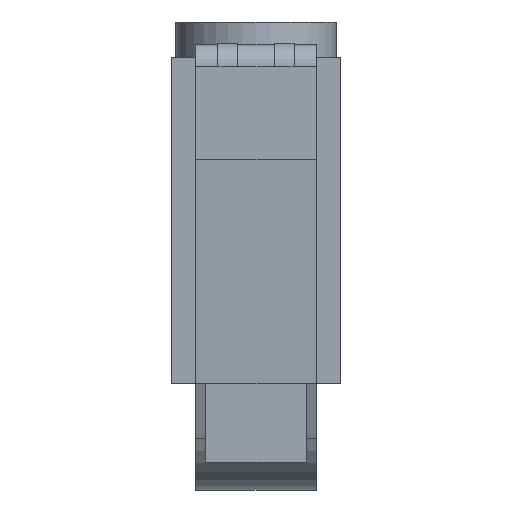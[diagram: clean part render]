
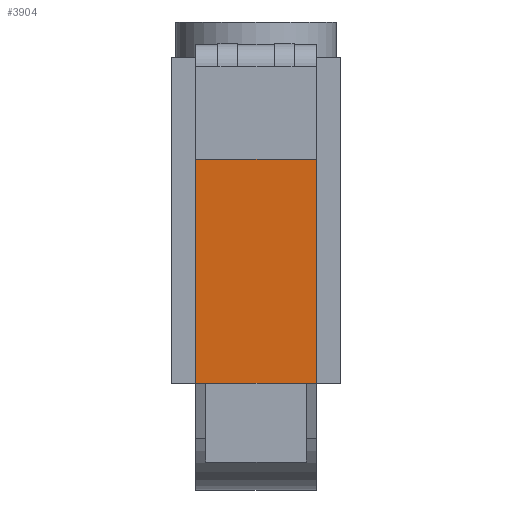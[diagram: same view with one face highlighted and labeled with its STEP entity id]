
A CAD part, left-side view. The second image highlights one B-rep face of the part: STEP entity #3904.
In plain terms, the highlighted planar face has unit normal (-0.998, 0, -0.06).
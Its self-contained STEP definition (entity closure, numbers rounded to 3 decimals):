
#842=CARTESIAN_POINT('',(-131.7,-6.75,0.7));
#843=VERTEX_POINT('',#842);
#850=CARTESIAN_POINT('',(-131.7,-5.6,0.7));
#851=VERTEX_POINT('',#850);
#852=CARTESIAN_POINT('',(-131.7,-6.75,0.7));
#853=DIRECTION('',(0.0,1.0,0.0));
#854=VECTOR('',#853,1.15);
#855=LINE('',#852,#854);
#856=EDGE_CURVE('',#843,#851,#855,.T.);
#874=CARTESIAN_POINT('',(-131.7,5.6,0.7));
#875=VERTEX_POINT('',#874);
#882=CARTESIAN_POINT('',(-131.7,6.75,0.7));
#883=VERTEX_POINT('',#882);
#884=CARTESIAN_POINT('',(-131.7,5.6,0.7));
#885=DIRECTION('',(0.0,1.0,0.0));
#886=VECTOR('',#885,1.15);
#887=LINE('',#884,#886);
#888=EDGE_CURVE('',#875,#883,#887,.T.);
#3492=CARTESIAN_POINT('',(-131.7,-5.6,0.7));
#3493=DIRECTION('',(0.0,1.0,0.0));
#3494=VECTOR('',#3493,11.2);
#3495=LINE('',#3492,#3494);
#3496=EDGE_CURVE('',#851,#875,#3495,.T.);
#3784=CARTESIAN_POINT('',(-133.2,-6.75,25.7));
#3785=VERTEX_POINT('',#3784);
#3792=CARTESIAN_POINT('',(-131.7,-6.75,0.7));
#3793=DIRECTION('',(-0.06,0.0,0.998));
#3794=VECTOR('',#3793,25.045);
#3795=LINE('',#3792,#3794);
#3796=EDGE_CURVE('',#843,#3785,#3795,.T.);
#3863=CARTESIAN_POINT('',(-133.2,6.75,25.7));
#3864=VERTEX_POINT('',#3863);
#3871=CARTESIAN_POINT('',(-133.2,-6.75,25.7));
#3872=DIRECTION('',(0.0,1.0,0.0));
#3873=VECTOR('',#3872,13.5);
#3874=LINE('',#3871,#3873);
#3875=EDGE_CURVE('',#3785,#3864,#3874,.T.);
#3886=CARTESIAN_POINT('',(-133.2,0.0,25.7));
#3887=DIRECTION('',(-0.998,0.0,-0.06));
#3888=DIRECTION('',(-0.06,0.0,0.998));
#3889=AXIS2_PLACEMENT_3D('',#3886,#3887,#3888);
#3890=PLANE('',#3889);
#3891=CARTESIAN_POINT('',(-133.2,6.75,25.7));
#3892=DIRECTION('',(0.06,0.0,-0.998));
#3893=VECTOR('',#3892,25.045);
#3894=LINE('',#3891,#3893);
#3895=EDGE_CURVE('',#3864,#883,#3894,.T.);
#3896=ORIENTED_EDGE('',*,*,#3895,.T.);
#3897=ORIENTED_EDGE('',*,*,#888,.F.);
#3898=ORIENTED_EDGE('',*,*,#3496,.F.);
#3899=ORIENTED_EDGE('',*,*,#856,.F.);
#3900=ORIENTED_EDGE('',*,*,#3796,.T.);
#3901=ORIENTED_EDGE('',*,*,#3875,.T.);
#3902=EDGE_LOOP('',(#3896,#3897,#3898,#3899,#3900,#3901));
#3903=FACE_OUTER_BOUND('',#3902,.T.);
#3904=ADVANCED_FACE('',(#3903),#3890,.T.);
